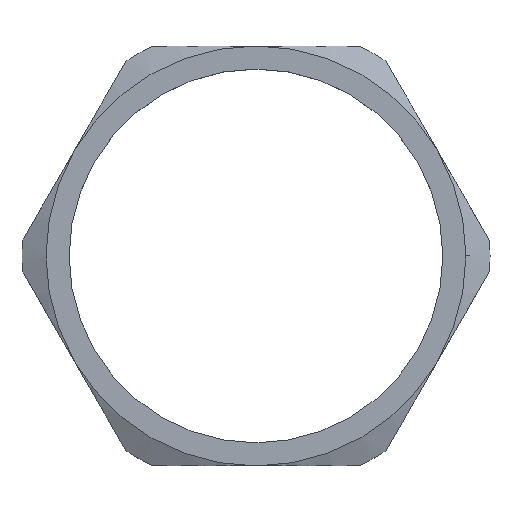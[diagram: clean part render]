
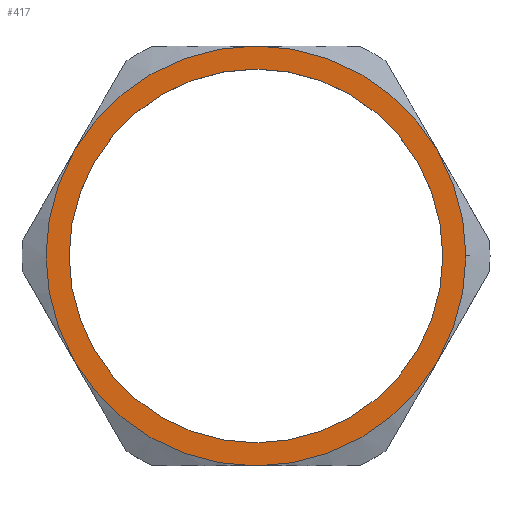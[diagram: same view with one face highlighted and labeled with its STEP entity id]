
A CAD part, top view. The second image highlights one B-rep face of the part: STEP entity #417.
In plain terms, the highlighted planar face has unit normal (0, 0, 1).
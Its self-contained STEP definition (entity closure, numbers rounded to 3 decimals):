
#11 = AXIS2_PLACEMENT_3D ( 'NONE', #633, #629, #628 ) ;
#13 = AXIS2_PLACEMENT_3D ( 'NONE', #612, #611, #610 ) ;
#16 = AXIS2_PLACEMENT_3D ( 'NONE', #615, #614, #613 ) ;
#17 = AXIS2_PLACEMENT_3D ( 'NONE', #618, #617, #616 ) ;
#20 = AXIS2_PLACEMENT_3D ( 'NONE', #624, #623, #622 ) ;
#21 = AXIS2_PLACEMENT_3D ( 'NONE', #621, #620, #619 ) ;
#22 = AXIS2_PLACEMENT_3D ( 'NONE', #627, #626, #625 ) ;
#188 = PLANE ( 'NONE',  #515 ) ;
#189 = CARTESIAN_POINT ( 'NONE',  ( 0., 0., 3.5 ) ) ;
#190 = DIRECTION ( 'NONE',  ( 0., 0., 1. ) ) ;
#191 = DIRECTION ( 'NONE',  ( 1., 0., 0. ) ) ;
#240 = CARTESIAN_POINT ( 'NONE',  ( 0., 0., 3.5 ) ) ;
#241 = DIRECTION ( 'NONE',  ( 0., 0., 1. ) ) ;
#242 = DIRECTION ( 'NONE',  ( 1., 0., 0. ) ) ;
#249 = CARTESIAN_POINT ( 'NONE',  ( 0., 0., 3.5 ) ) ;
#250 = DIRECTION ( 'NONE',  ( 0., 0., 1. ) ) ;
#251 = DIRECTION ( 'NONE',  ( 1., 0., 0. ) ) ;
#252 = CARTESIAN_POINT ( 'NONE',  ( -12.99, -7.5, 3.5 ) ) ;
#253 = CARTESIAN_POINT ( 'NONE',  ( 0., -15., 3.5 ) ) ;
#260 = CARTESIAN_POINT ( 'NONE',  ( 13.35, 0., 3.5 ) ) ;
#263 = CARTESIAN_POINT ( 'NONE',  ( -12.99, 7.5, 3.5 ) ) ;
#265 = CARTESIAN_POINT ( 'NONE',  ( 15., 0., 3.5 ) ) ;
#266 = CARTESIAN_POINT ( 'NONE',  ( 12.99, 7.5, 3.5 ) ) ;
#273 = CARTESIAN_POINT ( 'NONE',  ( -13.35, 0., 3.5 ) ) ;
#274 = CARTESIAN_POINT ( 'NONE',  ( 12.99, -7.5, 3.5 ) ) ;
#288 = CARTESIAN_POINT ( 'NONE',  ( 0., 15., 3.5 ) ) ;
#308 = EDGE_CURVE ( 'NONE', #765, #778, #411, .T. ) ;
#309 = EDGE_CURVE ( 'NONE', #779, #770, #410, .T. ) ;
#310 = EDGE_CURVE ( 'NONE', #771, #793, #409, .T. ) ;
#311 = EDGE_CURVE ( 'NONE', #793, #768, #408, .T. ) ;
#312 = EDGE_CURVE ( 'NONE', #768, #757, #407, .T. ) ;
#313 = EDGE_CURVE ( 'NONE', #757, #758, #406, .T. ) ;
#314 = EDGE_CURVE ( 'NONE', #758, #779, #405, .T. ) ;
#381 = CIRCLE ( 'NONE', #548, 13.35 ) ;
#383 = CIRCLE ( 'NONE', #551, 15. ) ;
#405 = CIRCLE ( 'NONE', #13, 15. ) ;
#406 = CIRCLE ( 'NONE', #16, 15. ) ;
#407 = CIRCLE ( 'NONE', #17, 15. ) ;
#408 = CIRCLE ( 'NONE', #21, 15. ) ;
#409 = CIRCLE ( 'NONE', #20, 15. ) ;
#410 = CIRCLE ( 'NONE', #22, 15. ) ;
#411 = CIRCLE ( 'NONE', #11, 13.35 ) ;
#417 = ADVANCED_FACE ( 'NONE', ( #508, #513 ), #188, .T. ) ;
#432 = EDGE_CURVE ( 'NONE', #770, #771, #383, .T. ) ;
#435 = EDGE_CURVE ( 'NONE', #778, #765, #381, .T. ) ;
#508 = FACE_BOUND ( 'NONE', #754, .T. ) ;
#513 = FACE_OUTER_BOUND ( 'NONE', #751, .T. ) ;
#515 = AXIS2_PLACEMENT_3D ( 'NONE', #189, #190, #191 ) ;
#548 = AXIS2_PLACEMENT_3D ( 'NONE', #249, #250, #251 ) ;
#551 = AXIS2_PLACEMENT_3D ( 'NONE', #240, #241, #242 ) ;
#610 = DIRECTION ( 'NONE',  ( 1., 0., 0. ) ) ;
#611 = DIRECTION ( 'NONE',  ( 0., 0., 1. ) ) ;
#612 = CARTESIAN_POINT ( 'NONE',  ( 0., 0., 3.5 ) ) ;
#613 = DIRECTION ( 'NONE',  ( 1., 0., 0. ) ) ;
#614 = DIRECTION ( 'NONE',  ( 0., 0., 1. ) ) ;
#615 = CARTESIAN_POINT ( 'NONE',  ( 0., 0., 3.5 ) ) ;
#616 = DIRECTION ( 'NONE',  ( 1., 0., 0. ) ) ;
#617 = DIRECTION ( 'NONE',  ( 0., 0., 1. ) ) ;
#618 = CARTESIAN_POINT ( 'NONE',  ( 0., 0., 3.5 ) ) ;
#619 = DIRECTION ( 'NONE',  ( 1., 0., 0. ) ) ;
#620 = DIRECTION ( 'NONE',  ( 0., 0., 1. ) ) ;
#621 = CARTESIAN_POINT ( 'NONE',  ( 0., 0., 3.5 ) ) ;
#622 = DIRECTION ( 'NONE',  ( 1., 0., 0. ) ) ;
#623 = DIRECTION ( 'NONE',  ( 0., 0., 1. ) ) ;
#624 = CARTESIAN_POINT ( 'NONE',  ( 0., 0., 3.5 ) ) ;
#625 = DIRECTION ( 'NONE',  ( 1., 0., 0. ) ) ;
#626 = DIRECTION ( 'NONE',  ( 0., 0., 1. ) ) ;
#627 = CARTESIAN_POINT ( 'NONE',  ( 0., 0., 3.5 ) ) ;
#628 = DIRECTION ( 'NONE',  ( 1., 0., 0. ) ) ;
#629 = DIRECTION ( 'NONE',  ( 0., 0., 1. ) ) ;
#633 = CARTESIAN_POINT ( 'NONE',  ( 0., 0., 3.5 ) ) ;
#655 = ORIENTED_EDGE ( 'NONE', *, *, #435, .F. ) ;
#656 = ORIENTED_EDGE ( 'NONE', *, *, #310, .T. ) ;
#657 = ORIENTED_EDGE ( 'NONE', *, *, #308, .F. ) ;
#658 = ORIENTED_EDGE ( 'NONE', *, *, #309, .T. ) ;
#659 = ORIENTED_EDGE ( 'NONE', *, *, #432, .T. ) ;
#660 = ORIENTED_EDGE ( 'NONE', *, *, #312, .T. ) ;
#661 = ORIENTED_EDGE ( 'NONE', *, *, #311, .T. ) ;
#662 = ORIENTED_EDGE ( 'NONE', *, *, #313, .T. ) ;
#663 = ORIENTED_EDGE ( 'NONE', *, *, #314, .T. ) ;
#751 = EDGE_LOOP ( 'NONE', ( #658, #659, #656, #661, #660, #662, #663 ) ) ;
#754 = EDGE_LOOP ( 'NONE', ( #655, #657 ) ) ;
#757 = VERTEX_POINT ( 'NONE', #252 ) ;
#758 = VERTEX_POINT ( 'NONE', #253 ) ;
#765 = VERTEX_POINT ( 'NONE', #260 ) ;
#768 = VERTEX_POINT ( 'NONE', #263 ) ;
#770 = VERTEX_POINT ( 'NONE', #265 ) ;
#771 = VERTEX_POINT ( 'NONE', #266 ) ;
#778 = VERTEX_POINT ( 'NONE', #273 ) ;
#779 = VERTEX_POINT ( 'NONE', #274 ) ;
#793 = VERTEX_POINT ( 'NONE', #288 ) ;
